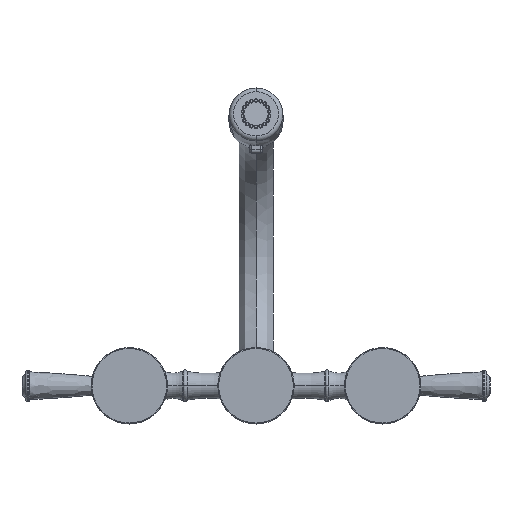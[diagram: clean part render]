
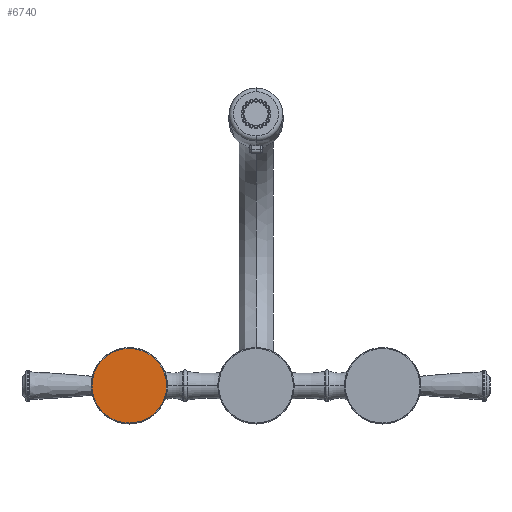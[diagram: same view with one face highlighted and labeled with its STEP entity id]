
A CAD part, front view. The second image highlights one B-rep face of the part: STEP entity #6740.
In plain terms, the highlighted planar face has unit normal (0, -1, 0).
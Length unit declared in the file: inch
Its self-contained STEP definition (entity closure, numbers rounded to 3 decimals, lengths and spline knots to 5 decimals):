
#253=CARTESIAN_POINT('',(-4.,-2.8306,0.));
#254=DIRECTION('',(0.,-1.,0.));
#255=DIRECTION('',(-1.,0.,0.));
#256=AXIS2_PLACEMENT_3D('',#253,#254,#255);
#258=CARTESIAN_POINT('',(-4.,-2.8306,0.));
#259=DIRECTION('',(0.,-1.,0.));
#260=DIRECTION('',(1.,0.,0.));
#261=AXIS2_PLACEMENT_3D('',#258,#259,#260);
#5570=CARTESIAN_POINT('',(-5.17745,-2.8306,0.));
#5571=CARTESIAN_POINT('',(-2.82255,-2.8306,0.));
#5572=VERTEX_POINT('',#5570);
#5573=VERTEX_POINT('',#5571);
#6730=CARTESIAN_POINT('',(-4.,-2.8306,0.));
#6731=DIRECTION('',(0.,-1.,0.));
#6732=DIRECTION('',(-1.,0.,0.));
#6733=AXIS2_PLACEMENT_3D('',#6730,#6731,#6732);
#6734=PLANE('',#6733);
#6736=ORIENTED_EDGE('',*,*,#6735,.F.);
#6737=ORIENTED_EDGE('',*,*,#6720,.F.);
#6738=EDGE_LOOP('',(#6736,#6737));
#6739=FACE_OUTER_BOUND('',#6738,.F.);
#6740=ADVANCED_FACE('',(#6739),#6734,.T.);
#257=CIRCLE('',#256,1.17745);
#262=CIRCLE('',#261,1.17745);
#6720=EDGE_CURVE('',#5573,#5572,#262,.T.);
#6735=EDGE_CURVE('',#5572,#5573,#257,.T.);
